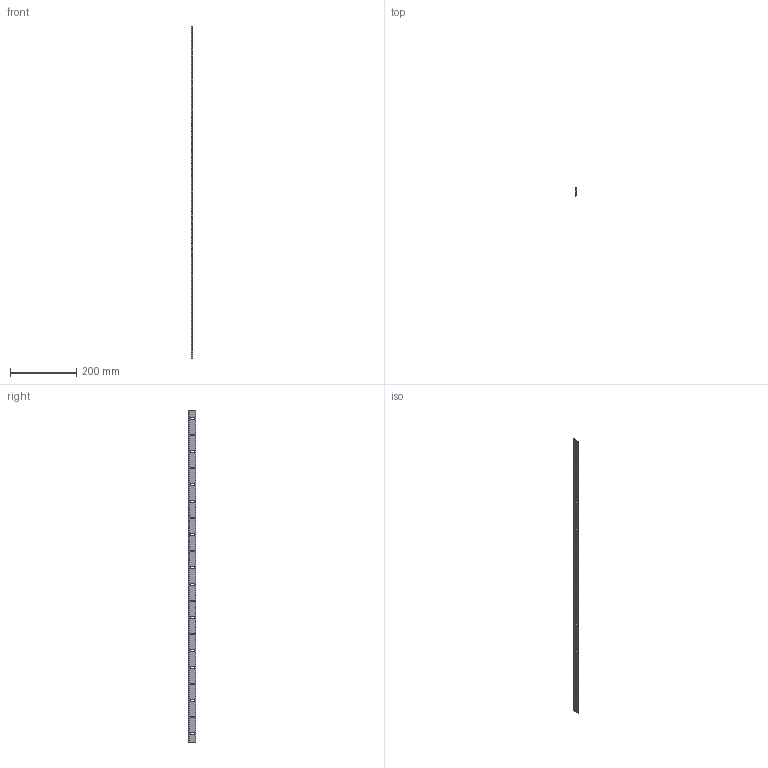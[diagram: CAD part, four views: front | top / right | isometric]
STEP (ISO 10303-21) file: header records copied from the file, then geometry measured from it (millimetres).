
FILE_DESCRIPTION (( 'STEP AP203' ), '1' );
FILE_NAME ('Open Rail 1000mm.STEP', '2014-02-04T13:51:42', ( '' ), ( '' ), 'SwSTEP 2.0', 'SolidWorks 2012', '' );
FILE_SCHEMA (( 'CONFIG_CONTROL_DESIGN' ));
Length unit declared in the file: millimetre
Products named in the file (1): Open Rail 1000mm
Bounding box: 4.75 x 22.48 x 1000 mm (x, y, z)
Volume: 52969.1 mm3; surface area: 50716.5 mm2
Topology: 1 solids, 1 shells, 95 faces, 279 edges, 186 vertices
Faces by surface type: plane 49, cylinder 46
Entity records: 3342 total; most frequent: DIRECTION 563, CARTESIAN_POINT 561, ORIENTED_EDGE 558, EDGE_CURVE 279, AXIS2_PLACEMENT_3D 188, VECTOR 187, LINE 187, VERTEX_POINT 186
